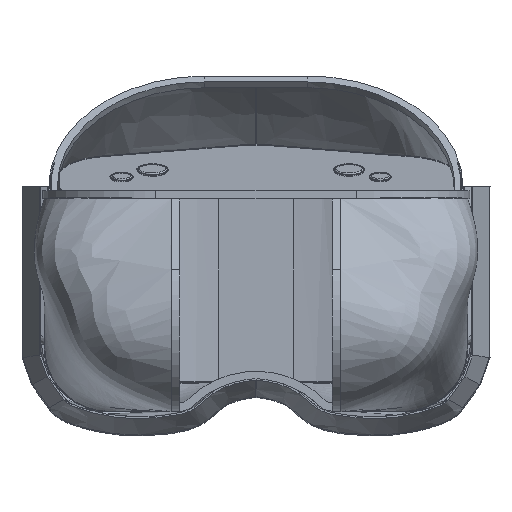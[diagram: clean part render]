
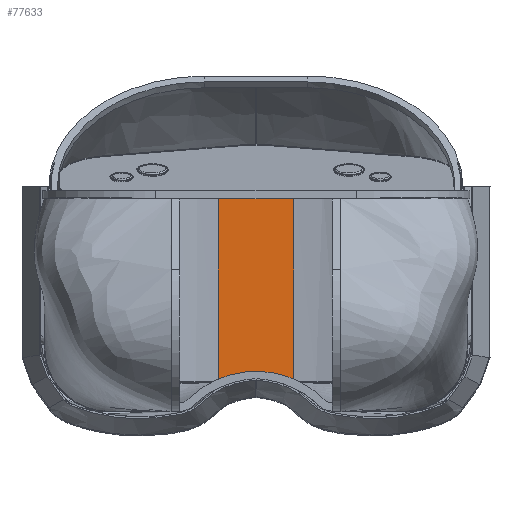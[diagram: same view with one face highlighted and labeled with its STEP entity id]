
A CAD part, front view. The second image highlights one B-rep face of the part: STEP entity #77633.
In plain terms, the highlighted free-form (B-spline) face has degree [1, 1] with [2, 2] control points.
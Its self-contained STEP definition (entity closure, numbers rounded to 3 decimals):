
#76705 = VERTEX_POINT('',#76706);
#76706 = CARTESIAN_POINT('',(163.643,1605.007,
    -786.982));
#76754 = EDGE_CURVE('',#76705,#76755,#76757,.T.);
#76755 = VERTEX_POINT('',#76756);
#76756 = CARTESIAN_POINT('',(-163.643,1605.007,
    -786.982));
#76757 = B_SPLINE_CURVE_WITH_KNOTS('',1,(#76758,#76759),.UNSPECIFIED.,
  .F.,.F.,(2,2),(234.071,601.119),
  .PIECEWISE_BEZIER_KNOTS.);
#76758 = CARTESIAN_POINT('',(163.643,1605.007,
    -786.982));
#76759 = CARTESIAN_POINT('',(-163.643,1605.007,
    -786.982));
#77294 = VERTEX_POINT('',#77295);
#77295 = CARTESIAN_POINT('',(-163.643,1605.007,
    53.5));
#77465 = VERTEX_POINT('',#77466);
#77466 = CARTESIAN_POINT('',(163.643,1605.007,
    53.5));
#77480 = EDGE_CURVE('',#77294,#77465,#77481,.T.);
#77481 = B_SPLINE_CURVE_WITH_KNOTS('',1,(#77482,#77483),.UNSPECIFIED.,
  .F.,.F.,(2,2),(-91.762,275.286),
  .PIECEWISE_BEZIER_KNOTS.);
#77482 = CARTESIAN_POINT('',(-163.643,1605.007,
    53.5));
#77483 = CARTESIAN_POINT('',(163.643,1605.007,
    53.5));
#77572 = EDGE_CURVE('',#76755,#77294,#77573,.T.);
#77573 = B_SPLINE_CURVE_WITH_KNOTS('',1,(#77574,#77575),.UNSPECIFIED.,
  .F.,.F.,(2,2),(-922.592,20.),.PIECEWISE_BEZIER_KNOTS.);
#77574 = CARTESIAN_POINT('',(-163.643,1605.007,
    -786.982));
#77575 = CARTESIAN_POINT('',(-163.643,1605.007,
    53.5));
#77633 = ADVANCED_FACE('',(#77634),#77644,.T.);
#77634 = FACE_BOUND('',#77635,.T.);
#77635 = EDGE_LOOP('',(#77636,#77637,#77642,#77643));
#77636 = ORIENTED_EDGE('',*,*,#76754,.F.);
#77637 = ORIENTED_EDGE('',*,*,#77638,.T.);
#77638 = EDGE_CURVE('',#76705,#77465,#77639,.T.);
#77639 = B_SPLINE_CURVE_WITH_KNOTS('',1,(#77640,#77641),.UNSPECIFIED.,
  .F.,.F.,(2,2),(-922.592,20.),.PIECEWISE_BEZIER_KNOTS.);
#77640 = CARTESIAN_POINT('',(163.643,1605.007,
    -786.982));
#77641 = CARTESIAN_POINT('',(163.643,1605.007,
    53.5));
#77642 = ORIENTED_EDGE('',*,*,#77480,.F.);
#77643 = ORIENTED_EDGE('',*,*,#77572,.F.);
#77644 = B_SPLINE_SURFACE_WITH_KNOTS('',1,1,(
    (#77645,#77646)
    ,(#77647,#77648
    )),.UNSPECIFIED.,.F.,.F.,.F.,(2,2),(2,2),(0.,367.047),(
    -922.592,20.),.PIECEWISE_BEZIER_KNOTS.);
#77645 = CARTESIAN_POINT('',(-163.643,1605.007,
    -786.982));
#77646 = CARTESIAN_POINT('',(-163.643,1605.007,
    53.5));
#77647 = CARTESIAN_POINT('',(163.643,1605.007,
    -786.982));
#77648 = CARTESIAN_POINT('',(163.643,1605.007,
    53.5));
